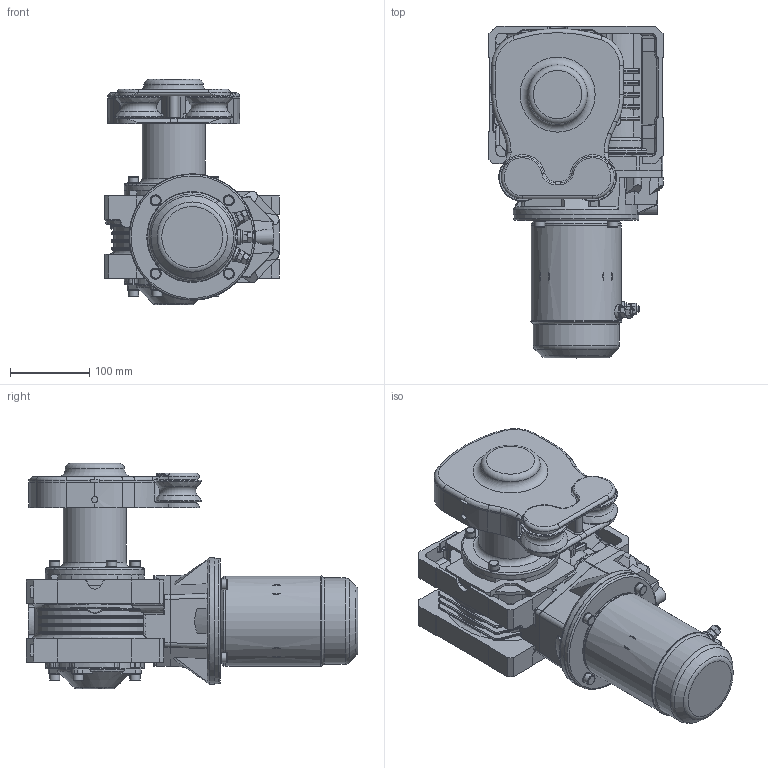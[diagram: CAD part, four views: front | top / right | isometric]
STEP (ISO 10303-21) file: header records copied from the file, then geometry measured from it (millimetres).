
FILE_DESCRIPTION(/* description */ (''),/* implementation_level */ '2;1');
FILE_NAME(/* name */ 'LD1000.stp',/* time_stamp */ '2016-05-05T10:17:20+02:00',/* author */ ('Nicola'),/* organization */ (''),/* preprocessor_version */ 'ST-DEVELOPER v16.1',/* originating_system */ 'Autodesk Inventor 2016',/* authorisation */ '');
FILE_SCHEMA (('AUTOMOTIVE_DESIGN { 1 0 10303 214 3 1 1 }'));
Length unit declared in the file: millimetre
Products named in the file (1): LD1000
Bounding box: 220.5 x 420 x 285 mm (x, y, z)
Volume: 7948035 mm3; surface area: 519841.5 mm2
Topology: 1 solids, 1 shells, 1404 faces, 3695 edges, 2325 vertices
Faces by surface type: plane 598, cylinder 496, torus 144, bspline 97, cone 47, sphere 22
Full cylindrical faces by diameter (mm): 8 x6, 8.5 x2, 13 x12, 14 x12, 15 x4, 16 x5, 18.5 x3, 20 x1, 80 x1, 109 x1, 113.6 x1, 114 x2, 115 x1, 125 x1, 153 x1, 159 x1, 160 x1
Entity records: 45788 total; most frequent: CARTESIAN_POINT 12115, ORIENTED_EDGE 7098, DIRECTION 7020, EDGE_CURVE 3549, AXIS2_PLACEMENT_3D 2667, VERTEX_POINT 2300, LINE 1686, VECTOR 1686
